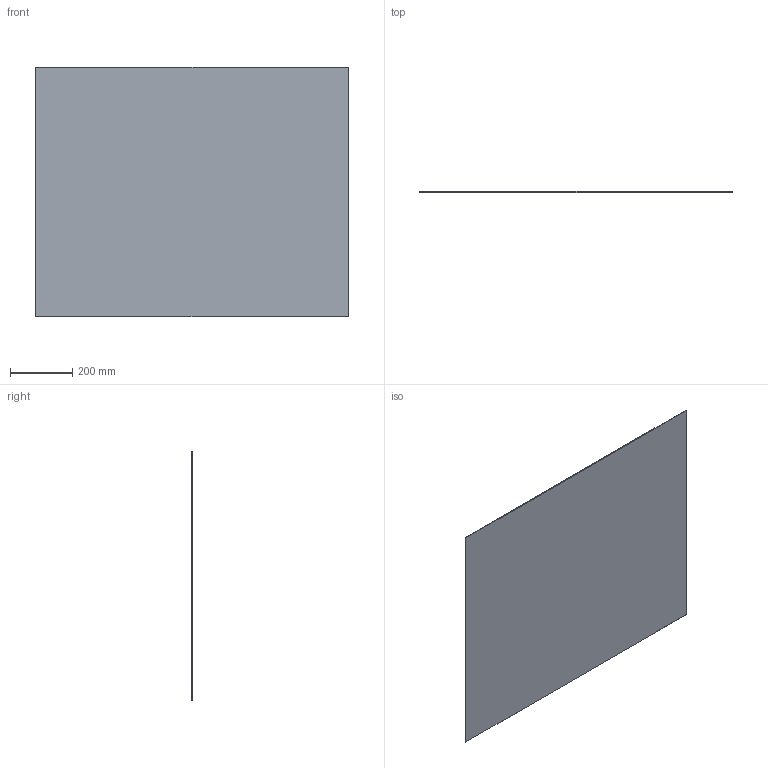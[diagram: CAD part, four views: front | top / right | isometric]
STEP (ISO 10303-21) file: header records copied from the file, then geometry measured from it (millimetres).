
FILE_DESCRIPTION(('FreeCAD Model'),'2;1');
FILE_NAME('0005.step','2022-06-02T10:43:42',('mikoma'),(''),'InventorImporter 0.9','FreeCAD','');
FILE_SCHEMA (('AUTOMOTIVE_DESIGN { 1 0 10303 214 1 1 1 1}'));
Length unit declared in the file: millimetre
Products named in the file (1): Body_01_L_02
Bounding box: 1000 x 3 x 800 mm (x, y, z)
Surface area: 1610800 mm2 (no closed solid volume)
Topology: 0 solids, 1 shells, 6 faces, 12 edges, 8 vertices
Faces by surface type: plane 6
Entity records: 181 total; most frequent: ORIENTED_EDGE 24, CARTESIAN_POINT 20, DIRECTION 19, MECHANICAL_DESIGN_GEOMETRIC_PRESENTATION_REPRESENTATION 13, STYLED_ITEM 13, EDGE_CURVE 12, LINE 12, VECTOR 9
